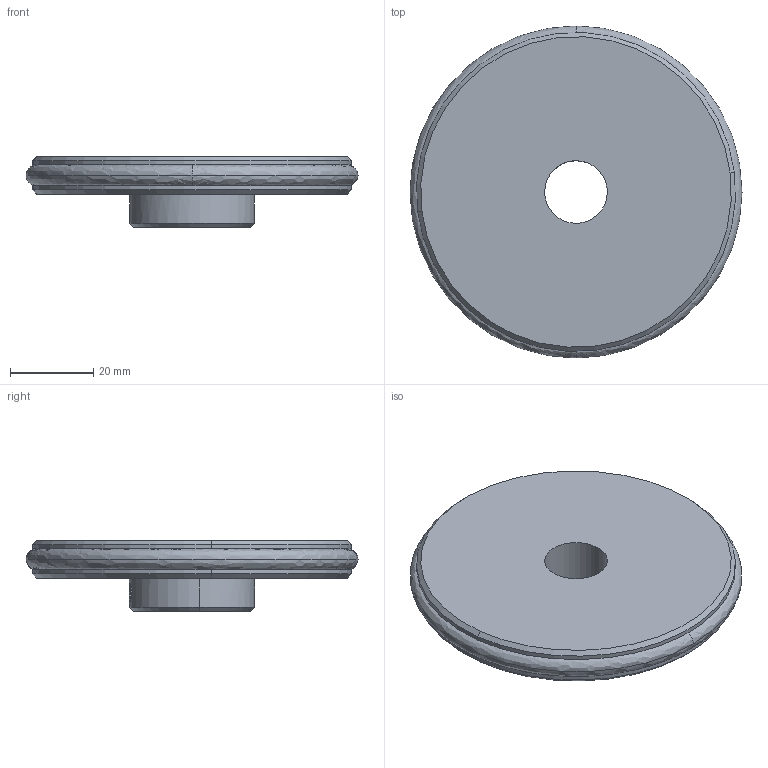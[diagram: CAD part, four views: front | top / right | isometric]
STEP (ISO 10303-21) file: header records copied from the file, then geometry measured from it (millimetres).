
FILE_DESCRIPTION (( 'STEP AP214' ), '1' );
FILE_NAME ('AR01X-WHEEL-B.STEP', '2024-08-21T15:53:31', ( '' ), ( '' ), 'SwSTEP 2.0', 'SolidWorks 2021', '' );
FILE_SCHEMA (( 'AUTOMOTIVE_DESIGN' ));
Length unit declared in the file: inch
Products named in the file (1): AR01X-WHEEL-B
Bounding box: 79.6 x 79.6 x 17 mm (x, y, z)
Volume: 34380.6 mm3; surface area: 18323.9 mm2
Topology: 2 solids, 2 shells, 40 faces, 92 edges, 58 vertices
Faces by surface type: cylinder 14, bspline 10, cone 10, plane 6
Entity records: 1969 total; most frequent: CARTESIAN_POINT 1025, DIRECTION 186, ORIENTED_EDGE 184, EDGE_CURVE 92, AXIS2_PLACEMENT_3D 81, VERTEX_POINT 58, CIRCLE 50, EDGE_LOOP 48
